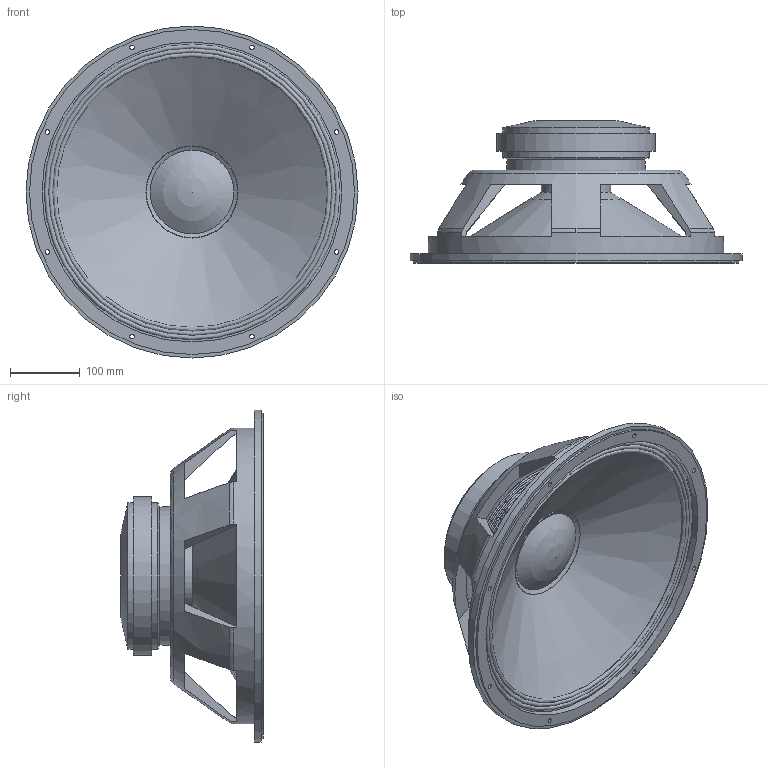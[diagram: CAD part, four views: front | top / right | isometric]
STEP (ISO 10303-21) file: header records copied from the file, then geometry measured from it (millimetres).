
FILE_DESCRIPTION(('FreeCAD Model'),'2;1');
FILE_NAME('PA_18in.step','2021-03-16T16:26:42',('Author'),(''), 'Open CASCADE STEP processor 7.3','FreeCAD','Unknown');
FILE_SCHEMA(('AUTOMOTIVE_DESIGN { 1 0 10303 214 1 1 1 1 }'));
Length unit declared in the file: millimetre
Products named in the file (1): PA_18in
Bounding box: 476 x 204 x 476 mm (x, y, z)
Volume: 3923207.7 mm3; surface area: 1256230.6 mm2
Topology: 10 solids, 10 shells, 207 faces, 497 edges, 291 vertices
Faces by surface type: cone 82, plane 61, cylinder 44, revolution 12, torus 6, sphere 2
Full cylindrical faces by diameter (mm): 6 x6, 6.5 x16, 50 x1, 96 x1, 98 x1, 100 x4, 102 x1, 104 x2, 210 x4, 228 x1, 242.8 x1, 424 x2, 430 x1, 466 x2, 476 x1
Entity records: 14882 total; most frequent: CARTESIAN_POINT 3280, DIRECTION 2030, ORIENTED_EDGE 990, PCURVE 990, DEFINITIONAL_REPRESENTATION 990, LINE 876, VECTOR 876, AXIS2_PLACEMENT_3D 529
